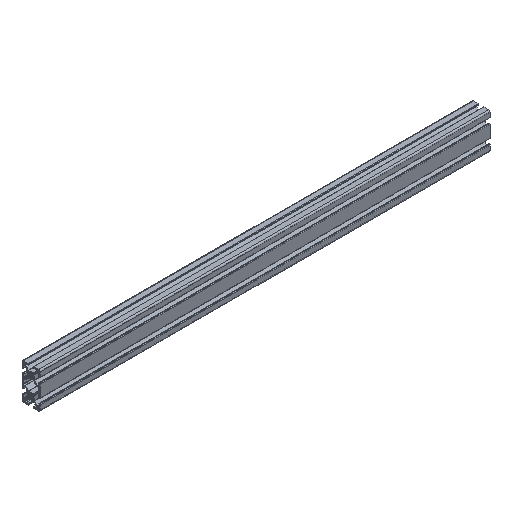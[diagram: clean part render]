
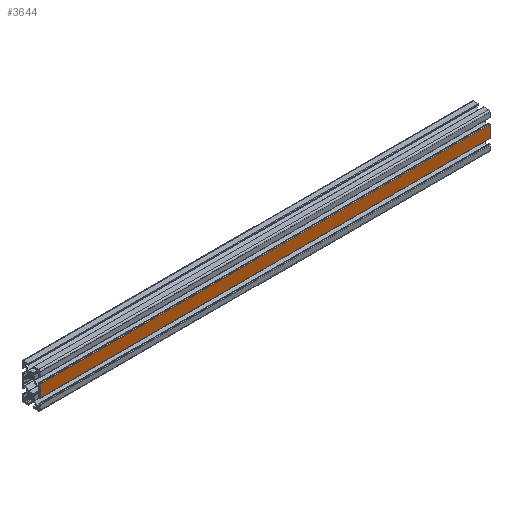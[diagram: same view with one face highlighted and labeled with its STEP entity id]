
A CAD part, isometric view. The second image highlights one B-rep face of the part: STEP entity #3644.
In plain terms, the highlighted planar face has unit normal (0, -1, 0).
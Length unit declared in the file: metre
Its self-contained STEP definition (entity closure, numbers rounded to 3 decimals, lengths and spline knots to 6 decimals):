
#72=PLANE('',#4043);
#148=LINE('',#5426,#500);
#239=LINE('',#5807,#591);
#398=LINE('',#6224,#750);
#399=LINE('',#6226,#751);
#500=VECTOR('',#4283,1.);
#591=VECTOR('',#4574,1.);
#750=VECTOR('',#5065,1.);
#751=VECTOR('',#5068,1.);
#1698=ORIENTED_EDGE('',*,*,#2406,.T.);
#1699=ORIENTED_EDGE('',*,*,#2007,.F.);
#1700=ORIENTED_EDGE('',*,*,#2407,.F.);
#1701=ORIENTED_EDGE('',*,*,#2197,.T.);
#2007=EDGE_CURVE('',#2543,#2544,#148,.T.);
#2197=EDGE_CURVE('',#2734,#2733,#239,.T.);
#2406=EDGE_CURVE('',#2733,#2544,#398,.T.);
#2407=EDGE_CURVE('',#2734,#2543,#399,.T.);
#2543=VERTEX_POINT('',#5425);
#2544=VERTEX_POINT('',#5427);
#2733=VERTEX_POINT('',#5806);
#2734=VERTEX_POINT('',#5808);
#3166=EDGE_LOOP('',(#1698,#1699,#1700,#1701));
#3358=FACE_BOUND('',#3166,.T.);
#3644=ADVANCED_FACE('',(#3358),#72,.T.);
#4043=AXIS2_PLACEMENT_3D('',#6225,#5066,#5067);
#4283=DIRECTION('',(0.,0.,1.));
#4574=DIRECTION('',(0.,0.,1.));
#5065=DIRECTION('',(-1.,0.,0.));
#5066=DIRECTION('',(0.,-1.,0.));
#5067=DIRECTION('',(0.,0.,-1.));
#5068=DIRECTION('',(-1.,0.,0.));
#5425=CARTESIAN_POINT('',(-0.5,-0.01,-0.006862));
#5426=CARTESIAN_POINT('',(-0.5,-0.01,0.));
#5427=CARTESIAN_POINT('',(-0.5,-0.01,0.006862));
#5806=CARTESIAN_POINT('',(0.,-0.01,0.006862));
#5807=CARTESIAN_POINT('',(0.,-0.01,0.));
#5808=CARTESIAN_POINT('',(0.,-0.01,-0.006862));
#6224=CARTESIAN_POINT('',(0.,-0.01,0.006862));
#6225=CARTESIAN_POINT('',(0.,-0.01,0.));
#6226=CARTESIAN_POINT('',(0.,-0.01,-0.006862));
